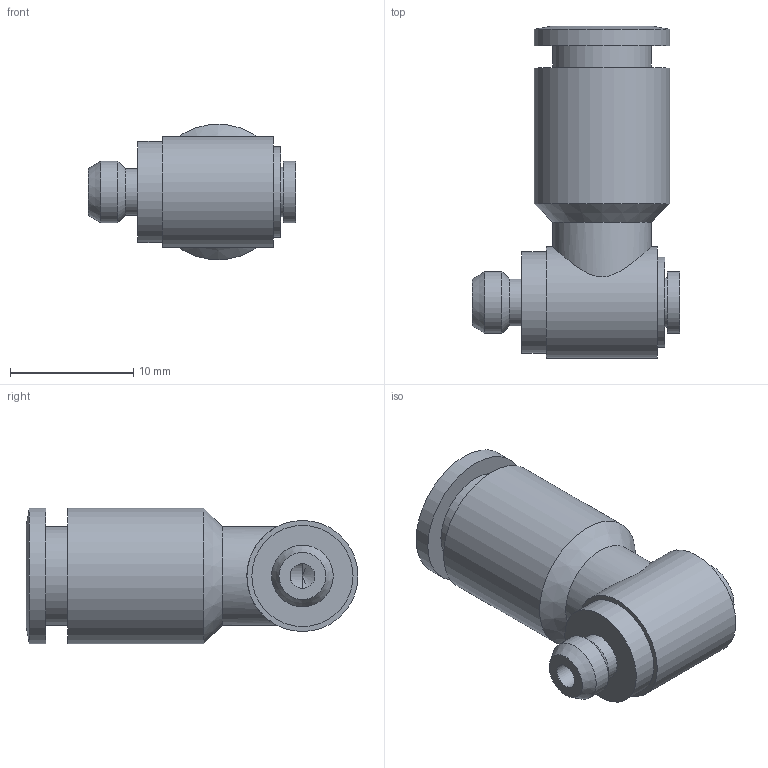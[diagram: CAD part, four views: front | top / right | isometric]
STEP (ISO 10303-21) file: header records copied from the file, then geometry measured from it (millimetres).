
FILE_DESCRIPTION( ( 'STEP AP214' ), '1' );
FILE_NAME( '1506M5.stp', '2022-05-31T15:21:39', ( 'License CC BY-ND 4.0' ), ( 'CADENAS' ), ' ', 'PARTsolutions', ' ' );
FILE_SCHEMA( ( 'AUTOMOTIVE_DESIGN { 1 0 10303 214 1 1 1 1 }' ) );
Length unit declared in the file: millimetre
Products named in the file (1): _1506M5
Bounding box: 16.8 x 26.9 x 11 mm (x, y, z)
Volume: 1715.9 mm3; surface area: 1748.2 mm2
Topology: 1 solids, 1 shells, 46 faces, 92 edges, 56 vertices
Faces by surface type: plane 24, cylinder 15, cone 7
Full cylindrical faces by diameter (mm): 2 x1, 2.5 x1, 2.792 x1, 3.8 x1, 4 x1, 5 x2, 6 x1, 7.3 x1, 8 x2, 8.2 x1, 9 x1, 11 x2
Entity records: 1576 total; most frequent: CARTESIAN_POINT 320, DIRECTION 190, ORIENTED_EDGE 134, AXIS2_PLACEMENT_3D 84, EDGE_LOOP 78, EDGE_CURVE 67, FACE_OUTER_BOUND 61, VERTEX_POINT 54
